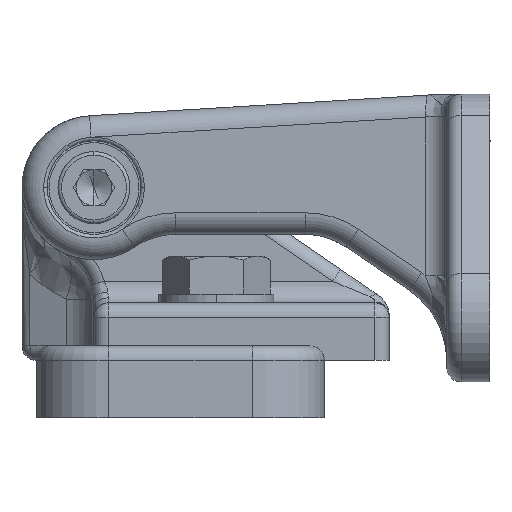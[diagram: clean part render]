
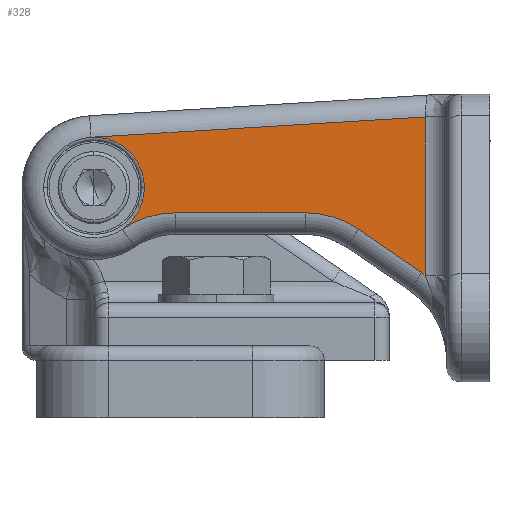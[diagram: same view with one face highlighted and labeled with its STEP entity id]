
A CAD part, left-side view. The second image highlights one B-rep face of the part: STEP entity #328.
In plain terms, the highlighted planar face has unit normal (-1, 0, 0).
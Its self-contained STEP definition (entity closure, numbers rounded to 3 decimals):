
#328 = ADVANCED_FACE ( 'NONE', ( #7864 ), #7249, .T. ) ;
#516 = EDGE_CURVE ( 'NONE', #948, #5162, #8618, .T. ) ;
#517 = EDGE_CURVE ( 'NONE', #949, #5298, #9504, .T. ) ;
#518 = EDGE_CURVE ( 'NONE', #5298, #5337, #9505, .T. ) ;
#519 = EDGE_CURVE ( 'NONE', #5337, #5292, #8627, .T. ) ;
#520 = EDGE_CURVE ( 'NONE', #5292, #5355, #9506, .T. ) ;
#521 = EDGE_CURVE ( 'NONE', #5355, #5318, #8633, .T. ) ;
#522 = EDGE_CURVE ( 'NONE', #5318, #5311, #9507, .T. ) ;
#523 = EDGE_CURVE ( 'NONE', #5311, #948, #8639, .T. ) ;
#948 = VERTEX_POINT ( 'NONE', #11500 ) ;
#949 = VERTEX_POINT ( 'NONE', #11501 ) ;
#990 = EDGE_LOOP ( 'NONE', ( #1292, #1294, #1293, #1296, #1295, #1297, #1298, #1299, #1300 ) ) ;
#1292 = ORIENTED_EDGE ( 'NONE', *, *, #516, .T. ) ;
#1293 = ORIENTED_EDGE ( 'NONE', *, *, #517, .T. ) ;
#1294 = ORIENTED_EDGE ( 'NONE', *, *, #4742, .T. ) ;
#1295 = ORIENTED_EDGE ( 'NONE', *, *, #519, .T. ) ;
#1296 = ORIENTED_EDGE ( 'NONE', *, *, #518, .T. ) ;
#1297 = ORIENTED_EDGE ( 'NONE', *, *, #520, .T. ) ;
#1298 = ORIENTED_EDGE ( 'NONE', *, *, #521, .T. ) ;
#1299 = ORIENTED_EDGE ( 'NONE', *, *, #522, .T. ) ;
#1300 = ORIENTED_EDGE ( 'NONE', *, *, #523, .T. ) ;
#4742 = EDGE_CURVE ( 'NONE', #5162, #949, #14696, .T. ) ;
#5162 = VERTEX_POINT ( 'NONE', #15955 ) ;
#5292 = VERTEX_POINT ( 'NONE', #16068 ) ;
#5298 = VERTEX_POINT ( 'NONE', #16074 ) ;
#5311 = VERTEX_POINT ( 'NONE', #16087 ) ;
#5318 = VERTEX_POINT ( 'NONE', #16094 ) ;
#5337 = VERTEX_POINT ( 'NONE', #16113 ) ;
#5355 = VERTEX_POINT ( 'NONE', #16555 ) ;
#7249 = PLANE ( 'NONE',  #7867 ) ;
#7250 = CARTESIAN_POINT ( 'NONE',  ( -35.75, -49., -27. ) ) ;
#7251 = DIRECTION ( 'NONE',  ( -1., 0., 0. ) ) ;
#7252 = DIRECTION ( 'NONE',  ( 0., -1., 0. ) ) ;
#7864 = FACE_OUTER_BOUND ( 'NONE', #990, .T. ) ;
#7867 = AXIS2_PLACEMENT_3D ( 'NONE', #7250, #7251, #7252 ) ;
#8058 = AXIS2_PLACEMENT_3D ( 'NONE', #8623, #8624, #8625 ) ;
#8061 = AXIS2_PLACEMENT_3D ( 'NONE', #8626, #8630, #8631 ) ;
#8063 = AXIS2_PLACEMENT_3D ( 'NONE', #8632, #8636, #8637 ) ;
#8068 = AXIS2_PLACEMENT_3D ( 'NONE', #8605, #8621, #8622 ) ;
#8069 = VECTOR ( 'NONE', #8620, 1000. ) ;
#8070 = VECTOR ( 'NONE', #8629, 1000. ) ;
#8072 = VECTOR ( 'NONE', #8635, 1000. ) ;
#8073 = VECTOR ( 'NONE', #8641, 1000. ) ;
#8605 = CARTESIAN_POINT ( 'NONE',  ( -35.75, 0., 0. ) ) ;
#8618 = LINE ( 'NONE', #8619, #8069 ) ;
#8619 = CARTESIAN_POINT ( 'NONE',  ( -35.75, 0.425, 6.987 ) ) ;
#8620 = DIRECTION ( 'NONE',  ( 0., 0.998, -0.061 ) ) ;
#8621 = DIRECTION ( 'NONE',  ( 1., 0., 0. ) ) ;
#8622 = DIRECTION ( 'NONE',  ( 0., -1., 0. ) ) ;
#8623 = CARTESIAN_POINT ( 'NONE',  ( -35.75, -11.303, -16.5 ) ) ;
#8624 = DIRECTION ( 'NONE',  ( 1., 0., 0. ) ) ;
#8625 = DIRECTION ( 'NONE',  ( 0., -1., 0. ) ) ;
#8626 = CARTESIAN_POINT ( 'NONE',  ( -35.75, -29.355, -16.5 ) ) ;
#8627 = LINE ( 'NONE', #8628, #8070 ) ;
#8628 = CARTESIAN_POINT ( 'NONE',  ( -35.75, -29.355, -3.5 ) ) ;
#8629 = DIRECTION ( 'NONE',  ( 0., -1., 0. ) ) ;
#8630 = DIRECTION ( 'NONE',  ( 1., 0., 0. ) ) ;
#8631 = DIRECTION ( 'NONE',  ( 0., -1., 0. ) ) ;
#8632 = CARTESIAN_POINT ( 'NONE',  ( -35.75, -37., -24.17 ) ) ;
#8633 = LINE ( 'NONE', #8634, #8072 ) ;
#8634 = CARTESIAN_POINT ( 'NONE',  ( -35.75, -45.486, -11.801 ) ) ;
#8635 = DIRECTION ( 'NONE',  ( 0., -0.825, -0.566 ) ) ;
#8636 = DIRECTION ( 'NONE',  ( 1., 0., 0. ) ) ;
#8637 = DIRECTION ( 'NONE',  ( 0., -1., 0. ) ) ;
#8639 = LINE ( 'NONE', #8640, #8073 ) ;
#8640 = CARTESIAN_POINT ( 'NONE',  ( -35.75, -46., -27. ) ) ;
#8641 = DIRECTION ( 'NONE',  ( 0., 0., 1. ) ) ;
#9504 = CIRCLE ( 'NONE', #8068, 7. ) ;
#9505 = CIRCLE ( 'NONE', #8058, 13. ) ;
#9506 = CIRCLE ( 'NONE', #8061, 13. ) ;
#9507 = CIRCLE ( 'NONE', #8063, 15. ) ;
#11500 = CARTESIAN_POINT ( 'NONE',  ( -35.75, -46., 9.812 ) ) ;
#11501 = CARTESIAN_POINT ( 'NONE',  ( -35.75, -7., 0. ) ) ;
#14696 = CIRCLE ( 'NONE', #16148, 7. ) ;
#15693 = CARTESIAN_POINT ( 'NONE',  ( -35.75, 0., 0. ) ) ;
#15694 = DIRECTION ( 'NONE',  ( 1., 0., 0. ) ) ;
#15695 = DIRECTION ( 'NONE',  ( 0., -1., 0. ) ) ;
#15955 = CARTESIAN_POINT ( 'NONE',  ( -35.75, 0.425, 6.987 ) ) ;
#16068 = CARTESIAN_POINT ( 'NONE',  ( -35.75, -29.355, -3.5 ) ) ;
#16074 = CARTESIAN_POINT ( 'NONE',  ( -35.75, -3.956, -5.775 ) ) ;
#16087 = CARTESIAN_POINT ( 'NONE',  ( -35.75, -46., -12.17 ) ) ;
#16094 = CARTESIAN_POINT ( 'NONE',  ( -35.75, -45.486, -11.801 ) ) ;
#16113 = CARTESIAN_POINT ( 'NONE',  ( -35.75, -11.303, -3.5 ) ) ;
#16148 = AXIS2_PLACEMENT_3D ( 'NONE', #15693, #15694, #15695 ) ;
#16555 = CARTESIAN_POINT ( 'NONE',  ( -35.75, -36.709, -5.78 ) ) ;
